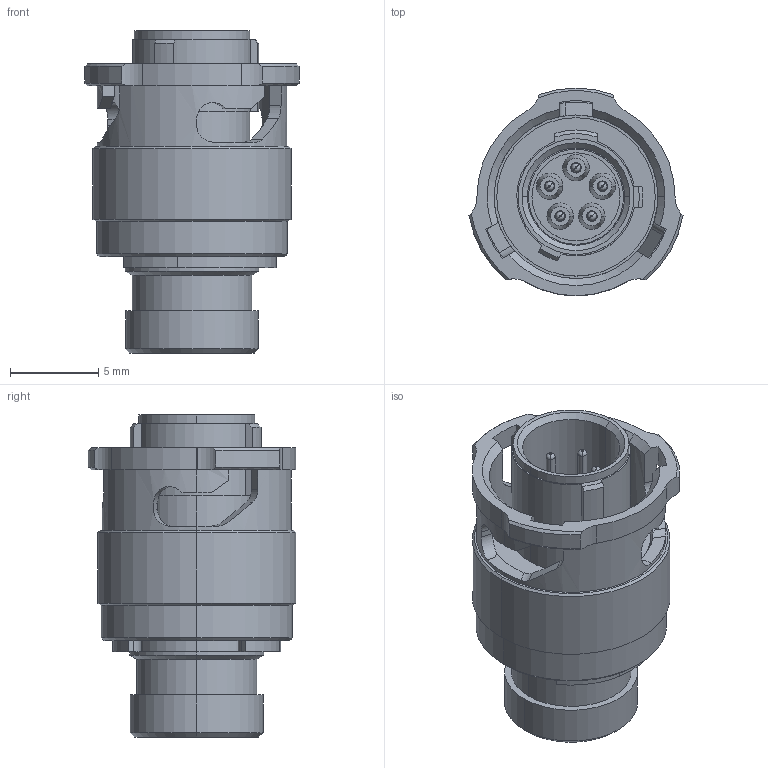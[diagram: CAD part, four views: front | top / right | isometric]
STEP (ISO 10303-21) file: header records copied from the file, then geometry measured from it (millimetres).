
FILE_DESCRIPTION (( 'STEP AP214' ), '1' );
FILE_NAME ('ASU603-05PD-HE.STEP', '2023-10-19T09:28:03', ( '' ), ( '' ), 'SwSTEP 2.0', 'SolidWorks 2020', '' );
FILE_SCHEMA (( 'AUTOMOTIVE_DESIGN' ));
Length unit declared in the file: millimetre
Products named in the file (1): ASU603-05PD-HE
Bounding box: 12.16 x 11.8 x 18.3 mm (x, y, z)
Volume: 1008.6 mm3; surface area: 2816.2 mm2
Topology: 15 solids, 15 shells, 699 faces, 1695 edges, 1041 vertices
Faces by surface type: cylinder 340, plane 168, cone 125, torus 56, sphere 10
Entity records: 28754 total; most frequent: CARTESIAN_POINT 4073, DIRECTION 3840, ORIENTED_EDGE 3330, EDGE_CURVE 1665, AXIS2_PLACEMENT_3D 1582, VERTEX_POINT 1031, CIRCLE 882, EDGE_LOOP 800
